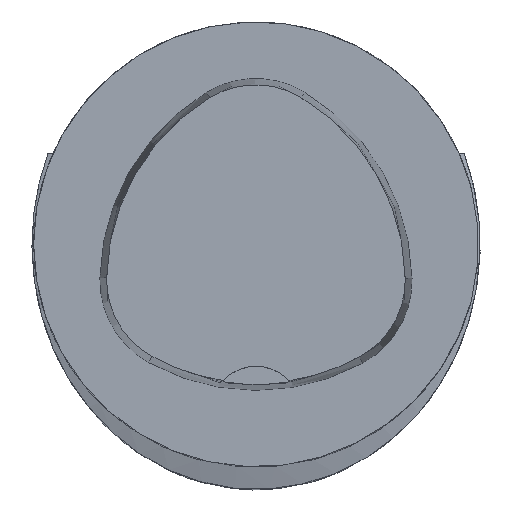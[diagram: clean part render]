
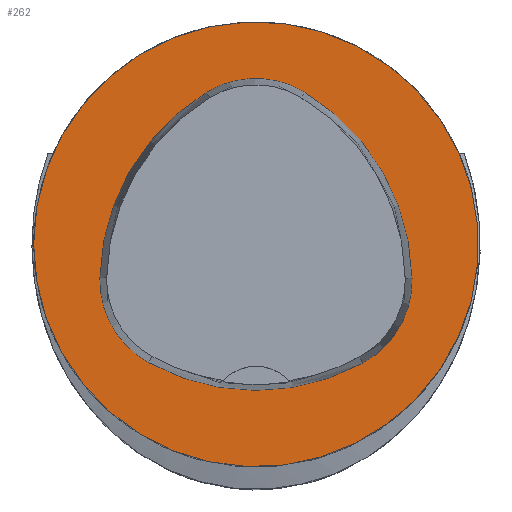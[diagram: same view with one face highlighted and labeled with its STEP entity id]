
A CAD part, top view. The second image highlights one B-rep face of the part: STEP entity #262.
In plain terms, the highlighted planar face has unit normal (0, 0, 1).
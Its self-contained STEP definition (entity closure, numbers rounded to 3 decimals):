
#262=ADVANCED_FACE('',(#638,#639),#330,.T.);
#330=PLANE('',#1748);
#638=FACE_BOUND('',#684,.T.);
#639=FACE_BOUND('',#685,.T.);
#684=EDGE_LOOP('',(#928,#929,#930,#931,#932,#933));
#685=EDGE_LOOP('',(#934));
#928=ORIENTED_EDGE('',*,*,#1449,.T.);
#929=ORIENTED_EDGE('',*,*,#1429,.T.);
#930=ORIENTED_EDGE('',*,*,#1433,.T.);
#931=ORIENTED_EDGE('',*,*,#1436,.T.);
#932=ORIENTED_EDGE('',*,*,#1439,.T.);
#933=ORIENTED_EDGE('',*,*,#1447,.T.);
#934=ORIENTED_EDGE('',*,*,#1409,.F.);
#1243=VERTEX_POINT('',#2584);
#1262=VERTEX_POINT('',#2644);
#1263=VERTEX_POINT('',#2645);
#1266=VERTEX_POINT('',#2653);
#1268=VERTEX_POINT('',#2659);
#1270=VERTEX_POINT('',#2665);
#1277=VERTEX_POINT('',#2686);
#1409=EDGE_CURVE('',#1243,#1243,#1559,.T.);
#1429=EDGE_CURVE('',#1262,#1263,#1560,.T.);
#1433=EDGE_CURVE('',#1263,#1266,#1562,.T.);
#1436=EDGE_CURVE('',#1266,#1268,#1564,.T.);
#1439=EDGE_CURVE('',#1268,#1270,#1566,.T.);
#1447=EDGE_CURVE('',#1270,#1277,#1570,.T.);
#1449=EDGE_CURVE('',#1277,#1262,#1572,.T.);
#1559=CIRCLE('',#1715,20.);
#1560=CIRCLE('',#1726,20.);
#1562=CIRCLE('',#1729,8.5);
#1564=CIRCLE('',#1732,20.);
#1566=CIRCLE('',#1735,8.5);
#1570=CIRCLE('',#1740,20.);
#1572=CIRCLE('',#1743,8.5);
#1715=AXIS2_PLACEMENT_3D('',#2583,#1975,#1976);
#1726=AXIS2_PLACEMENT_3D('',#2643,#2005,#2006);
#1729=AXIS2_PLACEMENT_3D('',#2652,#2013,#2014);
#1732=AXIS2_PLACEMENT_3D('',#2658,#2020,#2021);
#1735=AXIS2_PLACEMENT_3D('',#2664,#2027,#2028);
#1740=AXIS2_PLACEMENT_3D('',#2687,#2039,#2040);
#1743=AXIS2_PLACEMENT_3D('',#2690,#2045,#2046);
#1748=AXIS2_PLACEMENT_3D('',#2695,#2055,#2056);
#1975=DIRECTION('',(0.,0.,-1.));
#1976=DIRECTION('',(-1.,0.,0.));
#2005=DIRECTION('',(0.,0.,-1.));
#2006=DIRECTION('',(-1.,0.,0.));
#2013=DIRECTION('',(0.,0.,-1.));
#2014=DIRECTION('',(-1.,0.,0.));
#2020=DIRECTION('',(0.,0.,-1.));
#2021=DIRECTION('',(-1.,0.,0.));
#2027=DIRECTION('',(0.,0.,-1.));
#2028=DIRECTION('',(-1.,0.,0.));
#2039=DIRECTION('',(0.,0.,-1.));
#2040=DIRECTION('',(-1.,0.,0.));
#2045=DIRECTION('',(0.,0.,-1.));
#2046=DIRECTION('',(-1.,0.,0.));
#2055=DIRECTION('',(0.,0.,1.));
#2056=DIRECTION('',(1.,0.,0.));
#2583=CARTESIAN_POINT('',(0.,0.,0.));
#2584=CARTESIAN_POINT('',(-20.,0.,0.));
#2643=CARTESIAN_POINT('',(5.955,-3.414,0.));
#2644=CARTESIAN_POINT('',(-14.041,-3.042,0.));
#2645=CARTESIAN_POINT('',(-4.472,13.653,0.));
#2652=CARTESIAN_POINT('',(-0.04,6.4,0.));
#2653=CARTESIAN_POINT('',(4.347,13.68,0.));
#2658=CARTESIAN_POINT('',(-5.976,-3.45,0.));
#2659=CARTESIAN_POINT('',(14.021,-3.075,0.));
#2664=CARTESIAN_POINT('',(5.522,-3.235,0.));
#2665=CARTESIAN_POINT('',(9.588,-10.699,0.));
#2686=CARTESIAN_POINT('',(-9.655,-10.639,0.));
#2687=CARTESIAN_POINT('',(0.022,6.864,0.));
#2690=CARTESIAN_POINT('',(-5.543,-3.2,0.));
#2695=CARTESIAN_POINT('',(0.,0.,0.));
